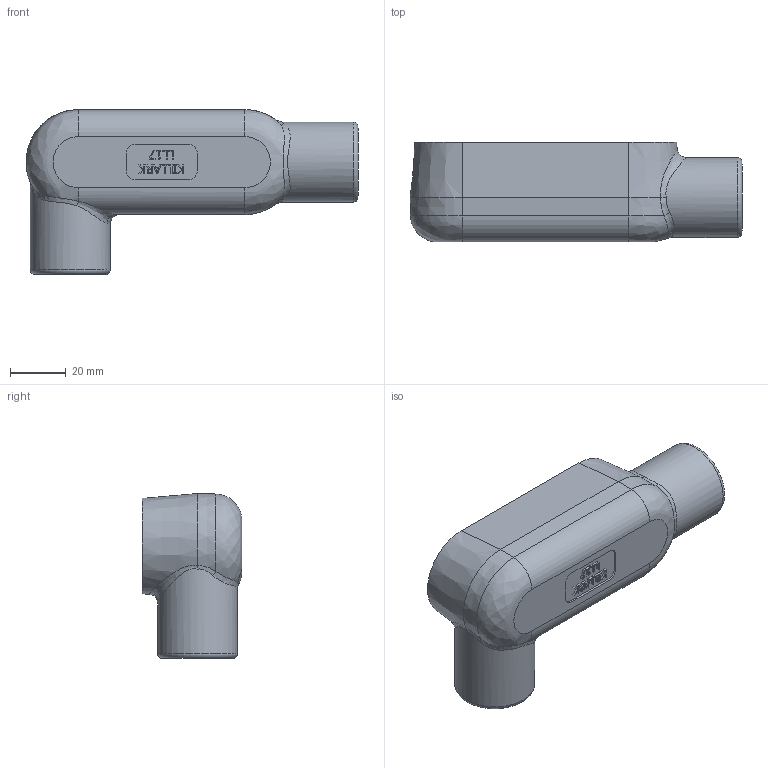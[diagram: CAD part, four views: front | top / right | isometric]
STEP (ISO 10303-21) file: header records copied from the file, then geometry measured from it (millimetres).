
FILE_DESCRIPTION(/* description */ (''),/* implementation_level */ '2;1');
FILE_NAME(/* name */ 'KIL_LL17.stp',/* time_stamp */ '2019-02-18T21:56:41+05:00',/* author */ ('avenkatesan'),/* organization */ (''),/* preprocessor_version */ 'ST-DEVELOPER v17',/* originating_system */ 'Autodesk Inventor 2018',/* authorisation */ '');
FILE_SCHEMA (('AUTOMOTIVE_DESIGN { 1 0 10303 214 3 1 1 }'));
Length unit declared in the file: inch
Products named in the file (1): 17642-2
Bounding box: 118.77 x 35.72 x 59.01 mm (x, y, z)
Volume: 58455 mm3; surface area: 27181.3 mm2
Topology: 1 solids, 1 shells, 427 faces, 1147 edges, 759 vertices
Faces by surface type: plane 277, bspline 76, cylinder 36, cone 24, torus 14
Full cylindrical faces by diameter (mm): 1.181 x1, 1.41 x1, 10.35 x1, 12.7 x1, 21.438 x2, 28.575 x2
Entity records: 14986 total; most frequent: CARTESIAN_POINT 4272, ORIENTED_EDGE 2294, DIRECTION 1811, EDGE_CURVE 1147, LINE 785, VECTOR 785, VERTEX_POINT 759, AXIS2_PLACEMENT_3D 513
